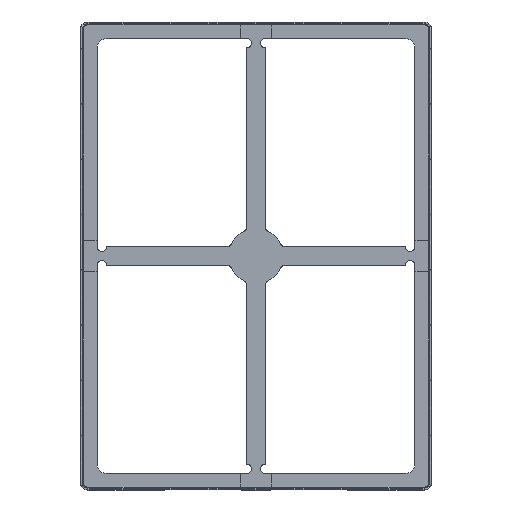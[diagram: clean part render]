
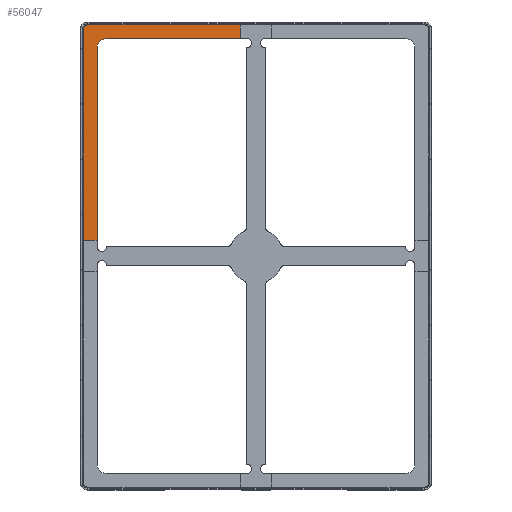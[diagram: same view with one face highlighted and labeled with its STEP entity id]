
A CAD part, top view. The second image highlights one B-rep face of the part: STEP entity #56047.
In plain terms, the highlighted planar face has unit normal (0, 0, 1).
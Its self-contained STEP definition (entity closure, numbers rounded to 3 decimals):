
#251 = CARTESIAN_POINT ( 'NONE',  ( -18.25, 1.7, 0.2 ) ) ;
#2607 = LINE ( 'NONE', #26319, #22075 ) ;
#2653 = DIRECTION ( 'NONE',  ( 0., 0., 1. ) ) ;
#2694 = ORIENTED_EDGE ( 'NONE', *, *, #21096, .T. ) ;
#2911 = CARTESIAN_POINT ( 'NONE',  ( -18.25, 25.1, 0.2 ) ) ;
#3526 = VECTOR ( 'NONE', #25675, 1000. ) ;
#4145 = CARTESIAN_POINT ( 'NONE',  ( -18.25, 23.6, 0.2 ) ) ;
#6208 = ORIENTED_EDGE ( 'NONE', *, *, #62797, .T. ) ;
#6916 = LINE ( 'NONE', #37303, #35891 ) ;
#7705 = CARTESIAN_POINT ( 'NONE',  ( -17.25, 22.6, 0.2 ) ) ;
#11628 = CARTESIAN_POINT ( 'NONE',  ( -16.25, 22.6, 0.2 ) ) ;
#12035 = VERTEX_POINT ( 'NONE', #32688 ) ;
#12329 = ORIENTED_EDGE ( 'NONE', *, *, #22773, .T. ) ;
#15060 = VERTEX_POINT ( 'NONE', #56269 ) ;
#15382 = EDGE_LOOP ( 'NONE', ( #64545, #41841, #36885, #2694, #53255, #12329, #46040, #6208 ) ) ;
#16828 = FACE_OUTER_BOUND ( 'NONE', #15382, .T. ) ;
#17185 = DIRECTION ( 'NONE',  ( 1., 0., 0. ) ) ;
#18274 = EDGE_CURVE ( 'NONE', #24584, #12035, #2607, .T. ) ;
#18526 = VECTOR ( 'NONE', #31953, 1000. ) ;
#18892 = EDGE_CURVE ( 'NONE', #12035, #50195, #65926, .T. ) ;
#20035 = EDGE_CURVE ( 'NONE', #50195, #65163, #68914, .T. ) ;
#20135 = CARTESIAN_POINT ( 'NONE',  ( -1.7, 24.6, 0.2 ) ) ;
#21096 = EDGE_CURVE ( 'NONE', #65163, #21500, #66243, .T. ) ;
#21500 = VERTEX_POINT ( 'NONE', #58125 ) ;
#21503 = EDGE_CURVE ( 'NONE', #21500, #15060, #43188, .T. ) ;
#22075 = VECTOR ( 'NONE', #26487, 1000. ) ;
#22773 = EDGE_CURVE ( 'NONE', #15060, #66712, #62829, .T. ) ;
#22866 = EDGE_CURVE ( 'NONE', #66712, #30075, #6916, .T. ) ;
#24584 = VERTEX_POINT ( 'NONE', #63509 ) ;
#25675 = DIRECTION ( 'NONE',  ( 0., 1., 0. ) ) ;
#25966 = CIRCLE ( 'NONE', #33184, 0.5 ) ;
#26319 = CARTESIAN_POINT ( 'NONE',  ( -18.75, 24.6, 0.2 ) ) ;
#26487 = DIRECTION ( 'NONE',  ( 0., -1., 0. ) ) ;
#29062 = CARTESIAN_POINT ( 'NONE',  ( -1.7, 25.1, 0.2 ) ) ;
#29943 = PLANE ( 'NONE',  #53398 ) ;
#30075 = VERTEX_POINT ( 'NONE', #2911 ) ;
#31391 = DIRECTION ( 'NONE',  ( 0., 0., 1. ) ) ;
#31953 = DIRECTION ( 'NONE',  ( 0., 1., 0. ) ) ;
#32688 = CARTESIAN_POINT ( 'NONE',  ( -18.75, 1.7, 0.2 ) ) ;
#33184 = AXIS2_PLACEMENT_3D ( 'NONE', #63237, #31391, #68592 ) ;
#33569 = CARTESIAN_POINT ( 'NONE',  ( -17.25, 24.6, 0.2 ) ) ;
#35891 = VECTOR ( 'NONE', #63819, 1000. ) ;
#35961 = VECTOR ( 'NONE', #53803, 1000. ) ;
#36885 = ORIENTED_EDGE ( 'NONE', *, *, #20035, .T. ) ;
#36939 = DIRECTION ( 'NONE',  ( 1., 0., 0. ) ) ;
#37303 = CARTESIAN_POINT ( 'NONE',  ( -18.25, 25.1, 0.2 ) ) ;
#40648 = DIRECTION ( 'NONE',  ( 1., 0., 0. ) ) ;
#41841 = ORIENTED_EDGE ( 'NONE', *, *, #18892, .T. ) ;
#43188 = LINE ( 'NONE', #4145, #46130 ) ;
#46040 = ORIENTED_EDGE ( 'NONE', *, *, #22866, .T. ) ;
#46130 = VECTOR ( 'NONE', #36939, 1000. ) ;
#49117 = AXIS2_PLACEMENT_3D ( 'NONE', #11628, #49318, #17185 ) ;
#49318 = DIRECTION ( 'NONE',  ( 0., 0., -1. ) ) ;
#50195 = VERTEX_POINT ( 'NONE', #66020 ) ;
#53255 = ORIENTED_EDGE ( 'NONE', *, *, #21503, .T. ) ;
#53398 = AXIS2_PLACEMENT_3D ( 'NONE', #67166, #2653, #40648 ) ;
#53803 = DIRECTION ( 'NONE',  ( 1., 0., 0. ) ) ;
#56047 = ADVANCED_FACE ( 'NONE', ( #16828 ), #29943, .T. ) ;
#56269 = CARTESIAN_POINT ( 'NONE',  ( -1.7, 23.6, 0.2 ) ) ;
#58125 = CARTESIAN_POINT ( 'NONE',  ( -16.25, 23.6, 0.2 ) ) ;
#62797 = EDGE_CURVE ( 'Edge 270', #30075, #24584, #25966, .T. ) ;
#62829 = LINE ( 'NONE', #20135, #3526 ) ;
#63237 = CARTESIAN_POINT ( 'NONE',  ( -18.25, 24.6, 0.2 ) ) ;
#63509 = CARTESIAN_POINT ( 'NONE',  ( -18.75, 24.6, 0.2 ) ) ;
#63819 = DIRECTION ( 'NONE',  ( -1., 0., 0. ) ) ;
#64545 = ORIENTED_EDGE ( 'NONE', *, *, #18274, .T. ) ;
#65163 = VERTEX_POINT ( 'NONE', #7705 ) ;
#65926 = LINE ( 'NONE', #251, #35961 ) ;
#66020 = CARTESIAN_POINT ( 'NONE',  ( -17.25, 1.7, 0.2 ) ) ;
#66243 = CIRCLE ( 'NONE', #49117, 1. ) ;
#66712 = VERTEX_POINT ( 'NONE', #29062 ) ;
#67166 = CARTESIAN_POINT ( 'NONE',  ( -18.25, 24.6, 0.2 ) ) ;
#68592 = DIRECTION ( 'NONE',  ( 1., 0., 0. ) ) ;
#68914 = LINE ( 'NONE', #33569, #18526 ) ;
